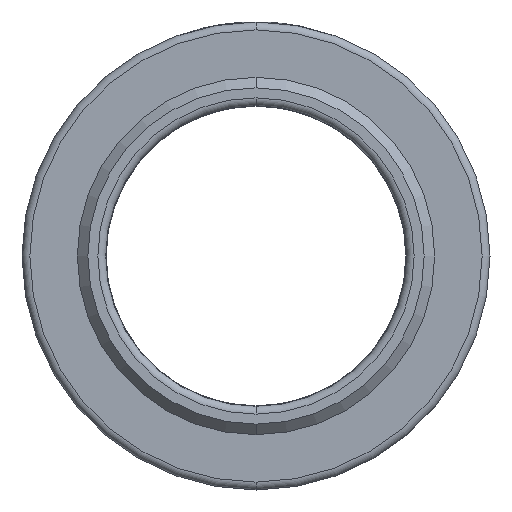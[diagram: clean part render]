
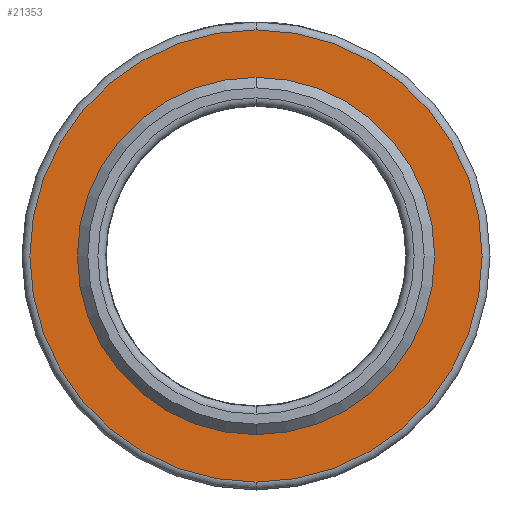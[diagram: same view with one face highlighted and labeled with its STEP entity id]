
A CAD part, front view. The second image highlights one B-rep face of the part: STEP entity #21353.
In plain terms, the highlighted planar face has unit normal (0, -1, 0).
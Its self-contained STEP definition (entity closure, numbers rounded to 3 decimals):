
#60 = DIRECTION ( 'NONE',  ( 0., 0., 1. ) ) ;
#417 = CARTESIAN_POINT ( 'NONE',  ( -2.53, -26.357, 4.058 ) ) ;
#1344 = FACE_BOUND ( 'NONE', #2768, .T. ) ;
#1385 = CARTESIAN_POINT ( 'NONE',  ( -2.53, -26.357, 12.658 ) ) ;
#1899 = CIRCLE ( 'NONE', #13976, 6.35 ) ;
#2075 = DIRECTION ( 'NONE',  ( 1., 0., 0. ) ) ;
#2291 = DIRECTION ( 'NONE',  ( 0., 1., 0. ) ) ;
#2768 = EDGE_LOOP ( 'NONE', ( #17014, #8179 ) ) ;
#3752 = CIRCLE ( 'NONE', #20496, 6.35 ) ;
#6154 = CARTESIAN_POINT ( 'NONE',  ( -2.53, -26.357, 4.058 ) ) ;
#6567 = DIRECTION ( 'NONE',  ( 0., 0., 1. ) ) ;
#8033 = FACE_OUTER_BOUND ( 'NONE', #18605, .T. ) ;
#8046 = EDGE_CURVE ( 'NONE', #8993, #21935, #1899, .T. ) ;
#8115 = VERTEX_POINT ( 'NONE', #12779 ) ;
#8179 = ORIENTED_EDGE ( 'NONE', *, *, #16175, .T. ) ;
#8993 = VERTEX_POINT ( 'NONE', #15834 ) ;
#9727 = DIRECTION ( 'NONE',  ( 0., 0., 1. ) ) ;
#9909 = CARTESIAN_POINT ( 'NONE',  ( -2.53, -26.357, 4.058 ) ) ;
#10490 = EDGE_CURVE ( 'NONE', #15482, #8115, #16496, .T. ) ;
#11508 = ORIENTED_EDGE ( 'NONE', *, *, #10490, .T. ) ;
#12322 = CARTESIAN_POINT ( 'NONE',  ( -2.53, -26.357, 4.058 ) ) ;
#12347 = DIRECTION ( 'NONE',  ( 0., 1., 0. ) ) ;
#12779 = CARTESIAN_POINT ( 'NONE',  ( -2.53, -26.357, -4.542 ) ) ;
#13270 = AXIS2_PLACEMENT_3D ( 'NONE', #9909, #14908, #6567 ) ;
#13976 = AXIS2_PLACEMENT_3D ( 'NONE', #417, #12347, #14007 ) ;
#14007 = DIRECTION ( 'NONE',  ( 0., 0., 1. ) ) ;
#14813 = PLANE ( 'NONE',  #20096 ) ;
#14908 = DIRECTION ( 'NONE',  ( 0., -1., 0. ) ) ;
#15482 = VERTEX_POINT ( 'NONE', #1385 ) ;
#15774 = DIRECTION ( 'NONE',  ( 0., -1., 0. ) ) ;
#15834 = CARTESIAN_POINT ( 'NONE',  ( -2.53, -26.357, 10.408 ) ) ;
#16175 = EDGE_CURVE ( 'NONE', #21935, #8993, #3752, .T. ) ;
#16412 = CARTESIAN_POINT ( 'NONE',  ( -2.53, -26.357, -2.292 ) ) ;
#16496 = CIRCLE ( 'NONE', #13270, 8.6 ) ;
#17014 = ORIENTED_EDGE ( 'NONE', *, *, #8046, .T. ) ;
#17529 = ORIENTED_EDGE ( 'NONE', *, *, #19767, .T. ) ;
#17650 = AXIS2_PLACEMENT_3D ( 'NONE', #20591, #15774, #60 ) ;
#17873 = DIRECTION ( 'NONE',  ( 0., 1., 0. ) ) ;
#18605 = EDGE_LOOP ( 'NONE', ( #11508, #17529 ) ) ;
#18735 = CIRCLE ( 'NONE', #17650, 8.6 ) ;
#19767 = EDGE_CURVE ( 'NONE', #8115, #15482, #18735, .T. ) ;
#20096 = AXIS2_PLACEMENT_3D ( 'NONE', #12322, #2291, #2075 ) ;
#20496 = AXIS2_PLACEMENT_3D ( 'NONE', #6154, #17873, #9727 ) ;
#20591 = CARTESIAN_POINT ( 'NONE',  ( -2.53, -26.357, 4.058 ) ) ;
#21353 = ADVANCED_FACE ( 'NONE', ( #1344, #8033 ), #14813, .F. ) ;
#21935 = VERTEX_POINT ( 'NONE', #16412 ) ;
